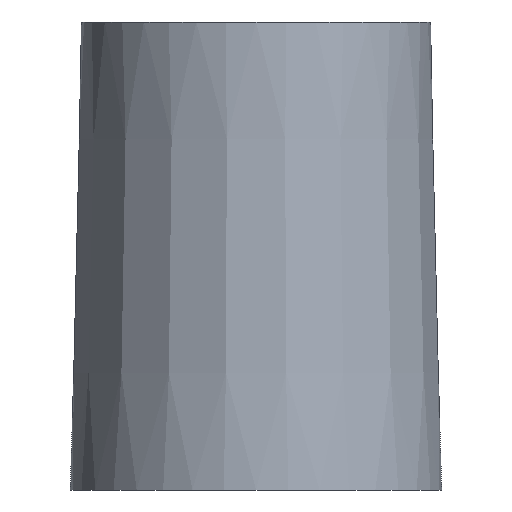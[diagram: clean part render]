
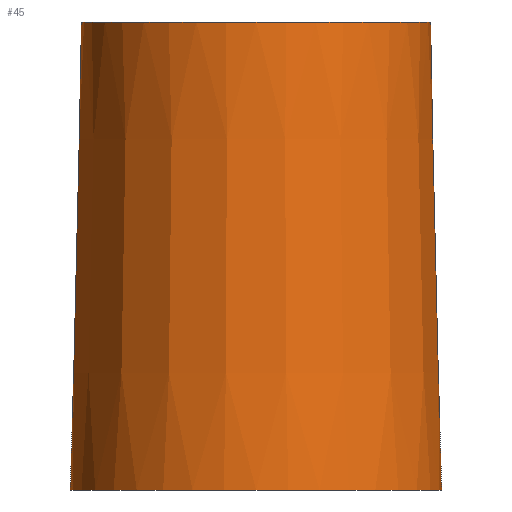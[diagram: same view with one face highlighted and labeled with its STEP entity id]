
A CAD part, front view. The second image highlights one B-rep face of the part: STEP entity #45.
In plain terms, the highlighted conical face has half-angle 1.364 degrees and reference radius 6.35 mm.
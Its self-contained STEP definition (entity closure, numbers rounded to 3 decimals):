
#21 = EDGE_CURVE('',#22,#22,#24,.T.);
#22 = VERTEX_POINT('',#23);
#23 = CARTESIAN_POINT('',(0.,6.35,0.));
#24 = CIRCLE('',#25,6.35);
#25 = AXIS2_PLACEMENT_3D('',#26,#27,#28);
#26 = CARTESIAN_POINT('',(0.,0.,0.));
#27 = DIRECTION('',(0.,0.,1.));
#28 = DIRECTION('',(0.,1.,0.));
#45 = ADVANCED_FACE('',(#46),#64,.T.);
#46 = FACE_BOUND('',#47,.T.);
#47 = EDGE_LOOP('',(#48,#49,#56,#63));
#48 = ORIENTED_EDGE('',*,*,#21,.T.);
#49 = ORIENTED_EDGE('',*,*,#50,.T.);
#50 = EDGE_CURVE('',#22,#51,#53,.T.);
#51 = VERTEX_POINT('',#52);
#52 = CARTESIAN_POINT('',(0.,5.969,16.002));
#53 = B_SPLINE_CURVE_WITH_KNOTS('',1,(#54,#55),.UNSPECIFIED.,.F.,.F.,(2,
    2),(0.,1.),.PIECEWISE_BEZIER_KNOTS.);
#54 = CARTESIAN_POINT('',(0.,6.35,0.));
#55 = CARTESIAN_POINT('',(0.,5.969,16.002));
#56 = ORIENTED_EDGE('',*,*,#57,.F.);
#57 = EDGE_CURVE('',#51,#51,#58,.T.);
#58 = CIRCLE('',#59,5.969);
#59 = AXIS2_PLACEMENT_3D('',#60,#61,#62);
#60 = CARTESIAN_POINT('',(0.,0.,16.002));
#61 = DIRECTION('',(0.,0.,1.));
#62 = DIRECTION('',(0.,1.,0.));
#63 = ORIENTED_EDGE('',*,*,#50,.F.);
#64 = CONICAL_SURFACE('',#65,6.35,0.024);
#65 = AXIS2_PLACEMENT_3D('',#66,#67,#68);
#66 = CARTESIAN_POINT('',(0.,0.,0.));
#67 = DIRECTION('',(-0.,-0.,-1.));
#68 = DIRECTION('',(0.,1.,0.));
